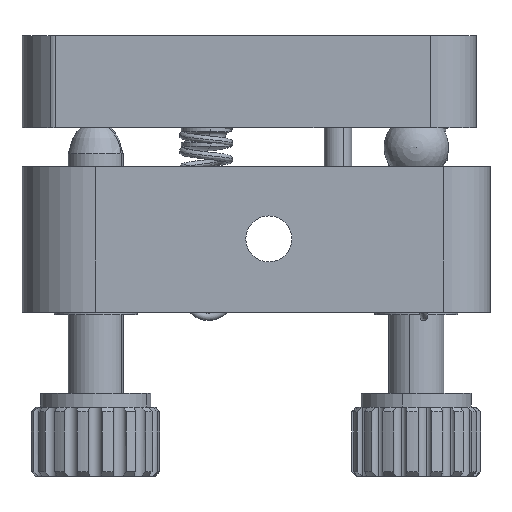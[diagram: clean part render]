
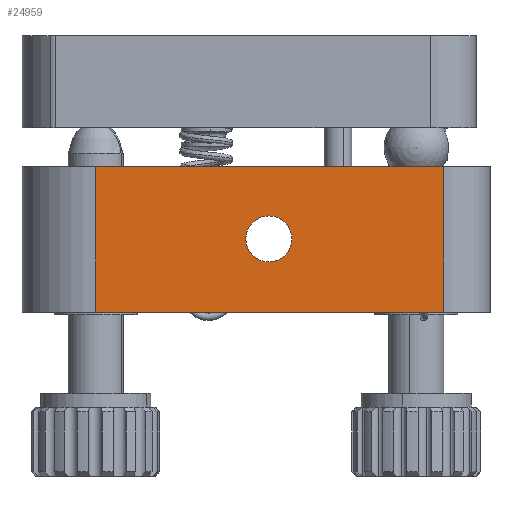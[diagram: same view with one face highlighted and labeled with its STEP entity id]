
A CAD part, front view. The second image highlights one B-rep face of the part: STEP entity #24959.
In plain terms, the highlighted planar face has unit normal (0, -1, 0).
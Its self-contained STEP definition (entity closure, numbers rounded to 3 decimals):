
#345 = LINE ( 'NONE', #22439, #29594 ) ;
#1352 = CARTESIAN_POINT ( 'NONE',  ( 18.694, 15.918, 32.514 ) ) ;
#1712 = DIRECTION ( 'NONE',  ( 1., 0., 0. ) ) ;
#1768 = EDGE_CURVE ( 'NONE', #6362, #19042, #22106, .T. ) ;
#2058 = EDGE_LOOP ( 'NONE', ( #16820, #8543 ) ) ;
#3292 = EDGE_CURVE ( 'NONE', #17414, #36020, #31989, .T. ) ;
#3585 = AXIS2_PLACEMENT_3D ( 'NONE', #35581, #18742, #1712 ) ;
#4221 = ORIENTED_EDGE ( 'NONE', *, *, #3292, .T. ) ;
#4371 = CARTESIAN_POINT ( 'NONE',  ( 18.694, 15.918, 30.014 ) ) ;
#4553 = VECTOR ( 'NONE', #9576, 1000. ) ;
#4575 = CARTESIAN_POINT ( 'NONE',  ( -0.106, 15.918, 37.864 ) ) ;
#5528 = EDGE_CURVE ( 'NONE', #17414, #10093, #34611, .T. ) ;
#6362 = VERTEX_POINT ( 'NONE', #1352 ) ;
#6704 = VERTEX_POINT ( 'NONE', #32826 ) ;
#7594 = FACE_OUTER_BOUND ( 'NONE', #13486, .T. ) ;
#8543 = ORIENTED_EDGE ( 'NONE', *, *, #1768, .F. ) ;
#8959 = VECTOR ( 'NONE', #9018, 1000. ) ;
#9018 = DIRECTION ( 'NONE',  ( 0., 0., -1. ) ) ;
#9576 = DIRECTION ( 'NONE',  ( 1., 0., 0. ) ) ;
#9671 = CARTESIAN_POINT ( 'NONE',  ( 37.694, 15.918, 37.864 ) ) ;
#9752 = EDGE_CURVE ( 'NONE', #36020, #6704, #345, .T. ) ;
#9893 = DIRECTION ( 'NONE',  ( 0., -1., 0. ) ) ;
#9967 = AXIS2_PLACEMENT_3D ( 'NONE', #4371, #21387, #24378 ) ;
#10093 = VERTEX_POINT ( 'NONE', #26742 ) ;
#11624 = ORIENTED_EDGE ( 'NONE', *, *, #5528, .F. ) ;
#12599 = ORIENTED_EDGE ( 'NONE', *, *, #9752, .T. ) ;
#13486 = EDGE_LOOP ( 'NONE', ( #12599, #21108, #11624, #4221 ) ) ;
#14638 = CARTESIAN_POINT ( 'NONE',  ( -0.106, 15.918, 37.864 ) ) ;
#15720 = AXIS2_PLACEMENT_3D ( 'NONE', #26883, #9893, #29689 ) ;
#16820 = ORIENTED_EDGE ( 'NONE', *, *, #24857, .F. ) ;
#17014 = VECTOR ( 'NONE', #24591, 1000. ) ;
#17414 = VERTEX_POINT ( 'NONE', #14638 ) ;
#18488 = PLANE ( 'NONE',  #3585 ) ;
#18742 = DIRECTION ( 'NONE',  ( 0., -1., 0. ) ) ;
#19042 = VERTEX_POINT ( 'NONE', #35373 ) ;
#19997 = EDGE_CURVE ( 'NONE', #10093, #6704, #24087, .T. ) ;
#20350 = CARTESIAN_POINT ( 'NONE',  ( -0.106, 15.918, 22.064 ) ) ;
#21108 = ORIENTED_EDGE ( 'NONE', *, *, #19997, .F. ) ;
#21387 = DIRECTION ( 'NONE',  ( 0., -1., 0. ) ) ;
#22106 = CIRCLE ( 'NONE', #9967, 2.5 ) ;
#22439 = CARTESIAN_POINT ( 'NONE',  ( 37.694, 15.918, 22.064 ) ) ;
#22702 = FACE_BOUND ( 'NONE', #2058, .T. ) ;
#24087 = LINE ( 'NONE', #26025, #8959 ) ;
#24378 = DIRECTION ( 'NONE',  ( 0., 0., -1. ) ) ;
#24591 = DIRECTION ( 'NONE',  ( 0., 0., -1. ) ) ;
#24857 = EDGE_CURVE ( 'NONE', #19042, #6362, #33675, .T. ) ;
#24959 = ADVANCED_FACE ( 'NONE', ( #22702, #7594 ), #18488, .T. ) ;
#26025 = CARTESIAN_POINT ( 'NONE',  ( 37.694, 15.918, 37.864 ) ) ;
#26742 = CARTESIAN_POINT ( 'NONE',  ( 37.694, 15.918, 37.864 ) ) ;
#26883 = CARTESIAN_POINT ( 'NONE',  ( 18.694, 15.918, 30.014 ) ) ;
#29594 = VECTOR ( 'NONE', #36433, 1000. ) ;
#29689 = DIRECTION ( 'NONE',  ( 0., 0., -1. ) ) ;
#31989 = LINE ( 'NONE', #4575, #17014 ) ;
#32826 = CARTESIAN_POINT ( 'NONE',  ( 37.694, 15.918, 22.064 ) ) ;
#33675 = CIRCLE ( 'NONE', #15720, 2.5 ) ;
#34611 = LINE ( 'NONE', #9671, #4553 ) ;
#35373 = CARTESIAN_POINT ( 'NONE',  ( 18.694, 15.918, 27.514 ) ) ;
#35581 = CARTESIAN_POINT ( 'NONE',  ( 37.694, 15.918, 37.864 ) ) ;
#36020 = VERTEX_POINT ( 'NONE', #20350 ) ;
#36433 = DIRECTION ( 'NONE',  ( 1., 0., 0. ) ) ;
